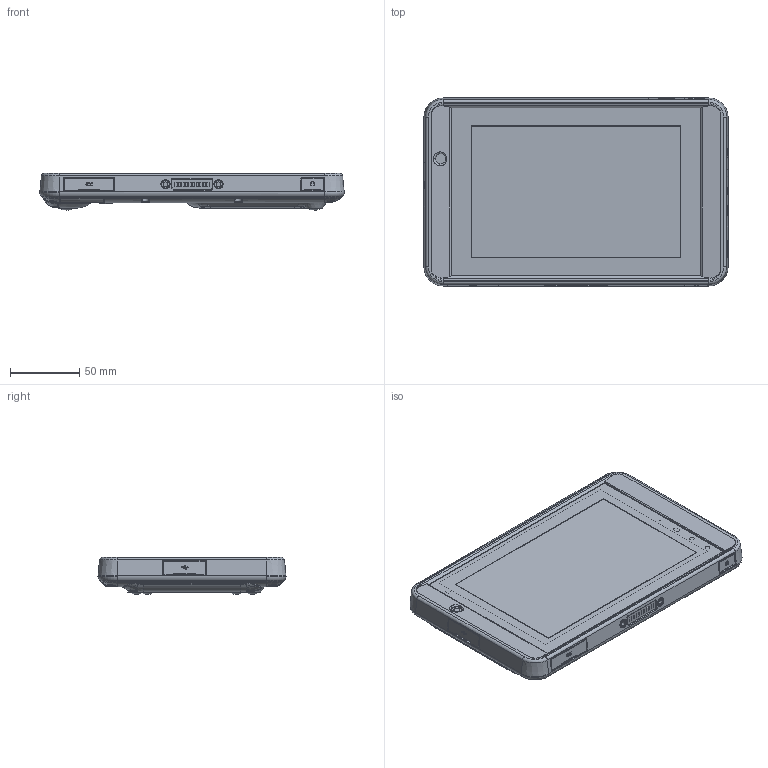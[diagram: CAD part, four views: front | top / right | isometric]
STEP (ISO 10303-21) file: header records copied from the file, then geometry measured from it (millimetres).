
FILE_DESCRIPTION((''),'2;1');
FILE_NAME('900controller.stp','2018-12-10T09:52:36',('UJ23342'),(''),'Autodesk Inventor 2010','Autodesk Inventor 2010','');
FILE_SCHEMA(('CONFIG_CONTROL_DESIGN'));
Length unit declared in the file: millimetre
Products named in the file (1): 900controller
Bounding box: 219.39 x 135.58 x 26.75 mm (x, y, z)
Volume: 177412.7 mm3; surface area: 237172.3 mm2
Topology: 31 solids, 31 shells, 5629 faces, 15328 edges, 9952 vertices
Faces by surface type: plane 3407, cylinder 932, bspline 724, cone 365, torus 181, sphere 20
Full cylindrical faces by diameter (mm): 1 x2, 1.2 x1, 1.3 x4, 1.4 x1, 1.5 x1, 1.9 x1, 2 x7, 2.3 x12, 3.2 x17, 3.5 x2, 3.8 x2, 5 x2, 6 x2, 7.5 x1, 8.6 x2, 8.8 x4, 10 x4, 11 x1, 17.5 x1
Entity records: 241284 total; most frequent: CARTESIAN_POINT 98010, ORIENTED_EDGE 30164, DIRECTION 26051, EDGE_CURVE 15082, VERTEX_POINT 9885, VECTOR 9723, LINE 9723, AXIS2_PLACEMENT_3D 8164
